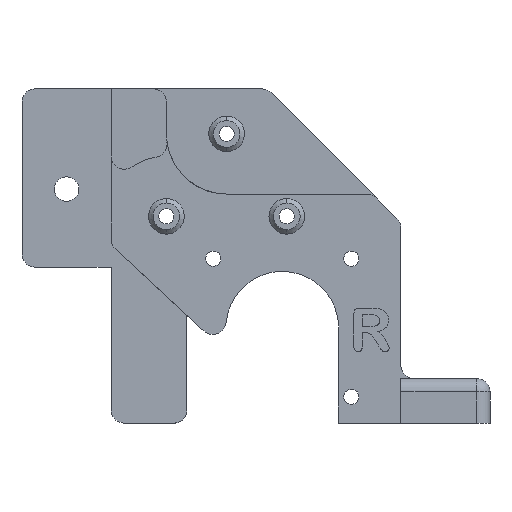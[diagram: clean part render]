
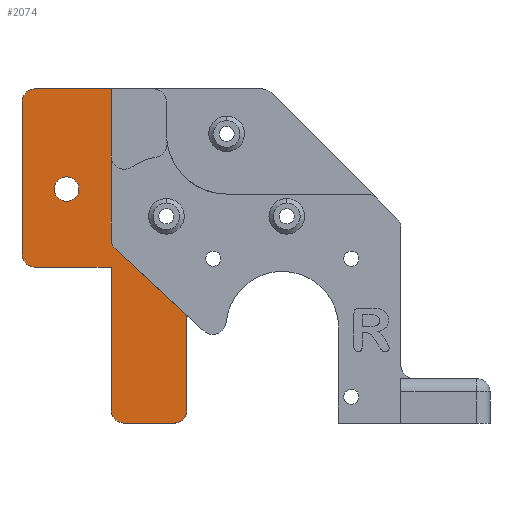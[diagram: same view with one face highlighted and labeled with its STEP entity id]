
A CAD part, front view. The second image highlights one B-rep face of the part: STEP entity #2074.
In plain terms, the highlighted planar face has unit normal (0, -1, 0).
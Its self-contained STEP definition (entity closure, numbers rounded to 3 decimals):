
#21 = CIRCLE ( 'NONE', #1734, 3. ) ;
#52 = EDGE_CURVE ( 'NONE', #3663, #3530, #3943, .T. ) ;
#68 = VERTEX_POINT ( 'NONE', #3627 ) ;
#70 = CIRCLE ( 'NONE', #783, 2.75 ) ;
#89 = CARTESIAN_POINT ( 'NONE',  ( 10., 0., 69.75 ) ) ;
#135 = CIRCLE ( 'NONE', #3576, 3. ) ;
#144 = DIRECTION ( 'NONE',  ( 0., 1., 0. ) ) ;
#170 = VERTEX_POINT ( 'NONE', #678 ) ;
#193 = DIRECTION ( 'NONE',  ( 0., -1., 0. ) ) ;
#227 = DIRECTION ( 'NONE',  ( 0., -1., 0. ) ) ;
#328 = CARTESIAN_POINT ( 'NONE',  ( 0., 0., 0. ) ) ;
#353 = DIRECTION ( 'NONE',  ( 1., 0., 0. ) ) ;
#365 = DIRECTION ( 'NONE',  ( 0., -1., 0. ) ) ;
#392 = VERTEX_POINT ( 'NONE', #1301 ) ;
#438 = VECTOR ( 'NONE', #2648, 1000. ) ;
#455 = CARTESIAN_POINT ( 'NONE',  ( 0., 0., 58. ) ) ;
#479 = CARTESIAN_POINT ( 'NONE',  ( 37., 0., 0. ) ) ;
#636 = LINE ( 'NONE', #1366, #3825 ) ;
#678 = CARTESIAN_POINT ( 'NONE',  ( 20.959, 0., 59.11 ) ) ;
#736 = CARTESIAN_POINT ( 'NONE',  ( 10., 0., 72.5 ) ) ;
#775 = CARTESIAN_POINT ( 'NONE',  ( 0., 0., 20. ) ) ;
#783 = AXIS2_PLACEMENT_3D ( 'NONE', #2921, #193, #3248 ) ;
#811 = VECTOR ( 'NONE', #1804, 1000. ) ;
#826 = EDGE_CURVE ( 'NONE', #3530, #3041, #636, .T. ) ;
#860 = ORIENTED_EDGE ( 'NONE', *, *, #1935, .F. ) ;
#873 = ORIENTED_EDGE ( 'NONE', *, *, #52, .F. ) ;
#910 = AXIS2_PLACEMENT_3D ( 'NONE', #736, #365, #2994 ) ;
#928 = DIRECTION ( 'NONE',  ( 0., 0., 1. ) ) ;
#965 = EDGE_CURVE ( 'NONE', #68, #3290, #3876, .T. ) ;
#966 = CARTESIAN_POINT ( 'NONE',  ( 20., 0., 0. ) ) ;
#981 = LINE ( 'NONE', #4085, #4960 ) ;
#1174 = ORIENTED_EDGE ( 'NONE', *, *, #4655, .F. ) ;
#1207 = VECTOR ( 'NONE', #928, 1000. ) ;
#1283 = CARTESIAN_POINT ( 'NONE',  ( 3., 0., 58. ) ) ;
#1285 = CARTESIAN_POINT ( 'NONE',  ( 34., 0., 20. ) ) ;
#1301 = CARTESIAN_POINT ( 'NONE',  ( 0., 0., 92. ) ) ;
#1355 = ORIENTED_EDGE ( 'NONE', *, *, #2928, .T. ) ;
#1366 = CARTESIAN_POINT ( 'NONE',  ( 0., 0., 55. ) ) ;
#1381 = DIRECTION ( 'NONE',  ( 0., -1., 0. ) ) ;
#1396 = EDGE_CURVE ( 'NONE', #4993, #2199, #3200, .T. ) ;
#1461 = CIRCLE ( 'NONE', #3198, 3. ) ;
#1469 = CARTESIAN_POINT ( 'NONE',  ( 20., 0., 0. ) ) ;
#1505 = LINE ( 'NONE', #775, #438 ) ;
#1540 = EDGE_CURVE ( 'NONE', #3287, #392, #981, .T. ) ;
#1557 = VECTOR ( 'NONE', #353, 1000. ) ;
#1582 = VERTEX_POINT ( 'NONE', #89 ) ;
#1608 = EDGE_CURVE ( 'NONE', #170, #3290, #135, .T. ) ;
#1659 = DIRECTION ( 'NONE',  ( 0., 0., -1. ) ) ;
#1734 = AXIS2_PLACEMENT_3D ( 'NONE', #1794, #3353, #4483 ) ;
#1787 = CARTESIAN_POINT ( 'NONE',  ( 3., 0., 55. ) ) ;
#1794 = CARTESIAN_POINT ( 'NONE',  ( 3., 0., 92. ) ) ;
#1804 = DIRECTION ( 'NONE',  ( 0.733, 0., -0.68 ) ) ;
#1848 = ORIENTED_EDGE ( 'NONE', *, *, #4228, .T. ) ;
#1935 = EDGE_CURVE ( 'NONE', #2751, #1582, #70, .T. ) ;
#1997 = ORIENTED_EDGE ( 'NONE', *, *, #2240, .F. ) ;
#2025 = ORIENTED_EDGE ( 'NONE', *, *, #2587, .F. ) ;
#2042 = CARTESIAN_POINT ( 'NONE',  ( 10., 0., 75.25 ) ) ;
#2068 = VERTEX_POINT ( 'NONE', #4936 ) ;
#2074 = ADVANCED_FACE ( 'NONE', ( #2661, #4291 ), #3349, .T. ) ;
#2088 = ORIENTED_EDGE ( 'NONE', *, *, #826, .F. ) ;
#2105 = CIRCLE ( 'NONE', #3945, 3. ) ;
#2163 = DIRECTION ( 'NONE',  ( 0., -1., 0. ) ) ;
#2173 = CIRCLE ( 'NONE', #3429, 3. ) ;
#2199 = VERTEX_POINT ( 'NONE', #3840 ) ;
#2206 = CARTESIAN_POINT ( 'NONE',  ( 20., 0., 55. ) ) ;
#2240 = EDGE_CURVE ( 'NONE', #4318, #2068, #1505, .T. ) ;
#2376 = CARTESIAN_POINT ( 'NONE',  ( 3., 0., 95. ) ) ;
#2424 = CARTESIAN_POINT ( 'NONE',  ( 23., 0., 61.308 ) ) ;
#2457 = DIRECTION ( 'NONE',  ( 0., 0., -1. ) ) ;
#2470 = EDGE_CURVE ( 'NONE', #4278, #392, #21, .T. ) ;
#2527 = CARTESIAN_POINT ( 'NONE',  ( 34., 0., 23. ) ) ;
#2587 = EDGE_CURVE ( 'NONE', #1582, #2751, #3929, .T. ) ;
#2635 = ORIENTED_EDGE ( 'NONE', *, *, #1608, .T. ) ;
#2648 = DIRECTION ( 'NONE',  ( -1., 0., 0. ) ) ;
#2661 = FACE_OUTER_BOUND ( 'NONE', #3059, .T. ) ;
#2750 = ORIENTED_EDGE ( 'NONE', *, *, #3467, .F. ) ;
#2751 = VERTEX_POINT ( 'NONE', #2042 ) ;
#2764 = AXIS2_PLACEMENT_3D ( 'NONE', #328, #2163, #2989 ) ;
#2844 = VECTOR ( 'NONE', #3408, 1000. ) ;
#2892 = EDGE_CURVE ( 'NONE', #3663, #2068, #2105, .T. ) ;
#2909 = DIRECTION ( 'NONE',  ( 0., 0., -1. ) ) ;
#2918 = DIRECTION ( 'NONE',  ( 0., 0., -1. ) ) ;
#2921 = CARTESIAN_POINT ( 'NONE',  ( 10., 0., 72.5 ) ) ;
#2928 = EDGE_CURVE ( 'NONE', #3287, #3041, #2173, .T. ) ;
#2949 = ORIENTED_EDGE ( 'NONE', *, *, #965, .F. ) ;
#2978 = LINE ( 'NONE', #3758, #811 ) ;
#2989 = DIRECTION ( 'NONE',  ( 0., 0., -1. ) ) ;
#2994 = DIRECTION ( 'NONE',  ( 0., 0., -1. ) ) ;
#3041 = VERTEX_POINT ( 'NONE', #1787 ) ;
#3049 = ORIENTED_EDGE ( 'NONE', *, *, #2470, .T. ) ;
#3059 = EDGE_LOOP ( 'NONE', ( #3965, #1355, #2088, #873, #4742, #1997, #1848, #4889, #1174, #2635, #2949, #2750, #3049 ) ) ;
#3144 = CARTESIAN_POINT ( 'NONE',  ( 20., 0., 61.308 ) ) ;
#3198 = AXIS2_PLACEMENT_3D ( 'NONE', #2527, #1381, #2909 ) ;
#3200 = LINE ( 'NONE', #479, #3820 ) ;
#3248 = DIRECTION ( 'NONE',  ( 0., 0., -1. ) ) ;
#3278 = CARTESIAN_POINT ( 'NONE',  ( 20., 0., 23. ) ) ;
#3287 = VERTEX_POINT ( 'NONE', #455 ) ;
#3290 = VERTEX_POINT ( 'NONE', #3144 ) ;
#3349 = PLANE ( 'NONE',  #2764 ) ;
#3353 = DIRECTION ( 'NONE',  ( 0., -1., 0. ) ) ;
#3408 = DIRECTION ( 'NONE',  ( 0., 0., -1. ) ) ;
#3429 = AXIS2_PLACEMENT_3D ( 'NONE', #1283, #4083, #4790 ) ;
#3467 = EDGE_CURVE ( 'NONE', #4278, #68, #4785, .T. ) ;
#3530 = VERTEX_POINT ( 'NONE', #2206 ) ;
#3576 = AXIS2_PLACEMENT_3D ( 'NONE', #2424, #144, #2457 ) ;
#3627 = CARTESIAN_POINT ( 'NONE',  ( 20., 0., 95. ) ) ;
#3663 = VERTEX_POINT ( 'NONE', #3278 ) ;
#3664 = CARTESIAN_POINT ( 'NONE',  ( 55., 0., 95. ) ) ;
#3758 = CARTESIAN_POINT ( 'NONE',  ( 39.178, 0., 42.191 ) ) ;
#3820 = VECTOR ( 'NONE', #1659, 1000. ) ;
#3825 = VECTOR ( 'NONE', #4101, 1000. ) ;
#3840 = CARTESIAN_POINT ( 'NONE',  ( 37., 0., 23. ) ) ;
#3876 = LINE ( 'NONE', #1469, #2844 ) ;
#3929 = CIRCLE ( 'NONE', #910, 2.75 ) ;
#3943 = LINE ( 'NONE', #966, #1207 ) ;
#3945 = AXIS2_PLACEMENT_3D ( 'NONE', #4438, #227, #2918 ) ;
#3965 = ORIENTED_EDGE ( 'NONE', *, *, #1540, .F. ) ;
#4083 = DIRECTION ( 'NONE',  ( 0., -1., 0. ) ) ;
#4085 = CARTESIAN_POINT ( 'NONE',  ( 0., 0., 95. ) ) ;
#4101 = DIRECTION ( 'NONE',  ( -1., 0., 0. ) ) ;
#4228 = EDGE_CURVE ( 'NONE', #4318, #2199, #1461, .T. ) ;
#4278 = VERTEX_POINT ( 'NONE', #2376 ) ;
#4291 = FACE_BOUND ( 'NONE', #4613, .T. ) ;
#4318 = VERTEX_POINT ( 'NONE', #1285 ) ;
#4380 = CARTESIAN_POINT ( 'NONE',  ( 37., 0., 44.214 ) ) ;
#4438 = CARTESIAN_POINT ( 'NONE',  ( 23., 0., 23. ) ) ;
#4483 = DIRECTION ( 'NONE',  ( 0., 0., -1. ) ) ;
#4613 = EDGE_LOOP ( 'NONE', ( #860, #2025 ) ) ;
#4655 = EDGE_CURVE ( 'NONE', #170, #4993, #2978, .T. ) ;
#4742 = ORIENTED_EDGE ( 'NONE', *, *, #2892, .T. ) ;
#4785 = LINE ( 'NONE', #3664, #1557 ) ;
#4790 = DIRECTION ( 'NONE',  ( 0., 0., -1. ) ) ;
#4811 = DIRECTION ( 'NONE',  ( 0., 0., 1. ) ) ;
#4889 = ORIENTED_EDGE ( 'NONE', *, *, #1396, .F. ) ;
#4936 = CARTESIAN_POINT ( 'NONE',  ( 23., 0., 20. ) ) ;
#4960 = VECTOR ( 'NONE', #4811, 1000. ) ;
#4993 = VERTEX_POINT ( 'NONE', #4380 ) ;
